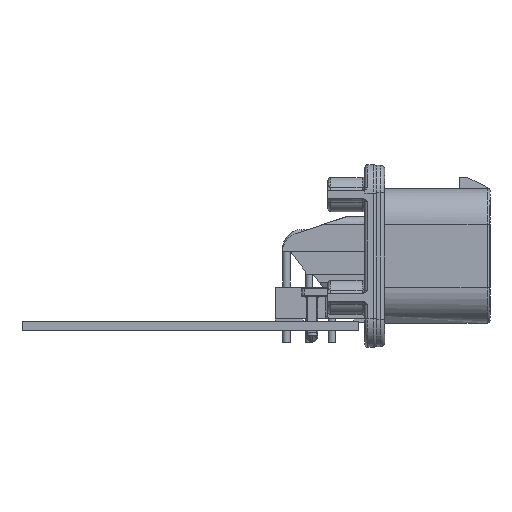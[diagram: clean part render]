
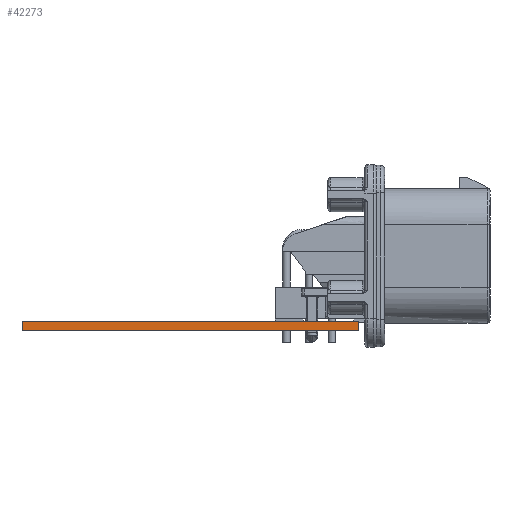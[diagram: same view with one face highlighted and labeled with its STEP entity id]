
A CAD part, left-side view. The second image highlights one B-rep face of the part: STEP entity #42273.
In plain terms, the highlighted planar face has unit normal (-1, 0, 0).
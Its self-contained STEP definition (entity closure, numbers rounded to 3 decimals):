
#38158 = PLANE('',#38159);
#38159 = AXIS2_PLACEMENT_3D('',#38160,#38161,#38162);
#38160 = CARTESIAN_POINT('',(141.859,-134.747,1.6));
#38161 = DIRECTION('',(0.,0.,1.));
#38162 = DIRECTION('',(1.,0.,-0.));
#38212 = PLANE('',#38213);
#38213 = AXIS2_PLACEMENT_3D('',#38214,#38215,#38216);
#38214 = CARTESIAN_POINT('',(141.859,-134.747,0.));
#38215 = DIRECTION('',(0.,0.,1.));
#38216 = DIRECTION('',(1.,0.,-0.));
#38245 = PLANE('',#38246);
#38246 = AXIS2_PLACEMENT_3D('',#38247,#38248,#38249);
#38247 = CARTESIAN_POINT('',(95.504,-164.338,0.));
#38248 = DIRECTION('',(0.,1.,0.));
#38249 = DIRECTION('',(1.,0.,0.));
#38433 = VERTEX_POINT('',#38434);
#38434 = CARTESIAN_POINT('',(95.504,-105.156,0.));
#38448 = PLANE('',#38449);
#38449 = AXIS2_PLACEMENT_3D('',#38450,#38451,#38452);
#38450 = CARTESIAN_POINT('',(95.758,-105.156,0.));
#38451 = DIRECTION('',(0.,-1.,0.));
#38452 = DIRECTION('',(-1.,0.,0.));
#38460 = EDGE_CURVE('',#38433,#38461,#38463,.T.);
#38461 = VERTEX_POINT('',#38462);
#38462 = CARTESIAN_POINT('',(95.504,-164.338,0.));
#38463 = SURFACE_CURVE('',#38464,(#38468,#38475),.PCURVE_S1.);
#38464 = LINE('',#38465,#38466);
#38465 = CARTESIAN_POINT('',(95.504,-105.156,0.));
#38466 = VECTOR('',#38467,1.);
#38467 = DIRECTION('',(0.,-1.,0.));
#38468 = PCURVE('',#38212,#38469);
#38469 = DEFINITIONAL_REPRESENTATION('',(#38470),#38474);
#38470 = LINE('',#38471,#38472);
#38471 = CARTESIAN_POINT('',(-46.355,29.591));
#38472 = VECTOR('',#38473,1.);
#38473 = DIRECTION('',(0.,-1.));
#38474 = ( GEOMETRIC_REPRESENTATION_CONTEXT(2) 
PARAMETRIC_REPRESENTATION_CONTEXT() REPRESENTATION_CONTEXT('2D SPACE',''
  ) );
#38475 = PCURVE('',#38476,#38481);
#38476 = PLANE('',#38477);
#38477 = AXIS2_PLACEMENT_3D('',#38478,#38479,#38480);
#38478 = CARTESIAN_POINT('',(95.504,-105.156,0.));
#38479 = DIRECTION('',(1.,0.,-0.));
#38480 = DIRECTION('',(0.,-1.,0.));
#38481 = DEFINITIONAL_REPRESENTATION('',(#38482),#38486);
#38482 = LINE('',#38483,#38484);
#38483 = CARTESIAN_POINT('',(0.,0.));
#38484 = VECTOR('',#38485,1.);
#38485 = DIRECTION('',(1.,0.));
#38486 = ( GEOMETRIC_REPRESENTATION_CONTEXT(2) 
PARAMETRIC_REPRESENTATION_CONTEXT() REPRESENTATION_CONTEXT('2D SPACE',''
  ) );
#40515 = VERTEX_POINT('',#40516);
#40516 = CARTESIAN_POINT('',(95.504,-105.156,1.6));
#40537 = EDGE_CURVE('',#40515,#40538,#40540,.T.);
#40538 = VERTEX_POINT('',#40539);
#40539 = CARTESIAN_POINT('',(95.504,-164.338,1.6));
#40540 = SURFACE_CURVE('',#40541,(#40545,#40552),.PCURVE_S1.);
#40541 = LINE('',#40542,#40543);
#40542 = CARTESIAN_POINT('',(95.504,-105.156,1.6));
#40543 = VECTOR('',#40544,1.);
#40544 = DIRECTION('',(0.,-1.,0.));
#40545 = PCURVE('',#38158,#40546);
#40546 = DEFINITIONAL_REPRESENTATION('',(#40547),#40551);
#40547 = LINE('',#40548,#40549);
#40548 = CARTESIAN_POINT('',(-46.355,29.591));
#40549 = VECTOR('',#40550,1.);
#40550 = DIRECTION('',(0.,-1.));
#40551 = ( GEOMETRIC_REPRESENTATION_CONTEXT(2) 
PARAMETRIC_REPRESENTATION_CONTEXT() REPRESENTATION_CONTEXT('2D SPACE',''
  ) );
#40552 = PCURVE('',#38476,#40553);
#40553 = DEFINITIONAL_REPRESENTATION('',(#40554),#40558);
#40554 = LINE('',#40555,#40556);
#40555 = CARTESIAN_POINT('',(0.,-1.6));
#40556 = VECTOR('',#40557,1.);
#40557 = DIRECTION('',(1.,0.));
#40558 = ( GEOMETRIC_REPRESENTATION_CONTEXT(2) 
PARAMETRIC_REPRESENTATION_CONTEXT() REPRESENTATION_CONTEXT('2D SPACE',''
  ) );
#42223 = EDGE_CURVE('',#38461,#40538,#42224,.T.);
#42224 = SURFACE_CURVE('',#42225,(#42229,#42236),.PCURVE_S1.);
#42225 = LINE('',#42226,#42227);
#42226 = CARTESIAN_POINT('',(95.504,-164.338,0.));
#42227 = VECTOR('',#42228,1.);
#42228 = DIRECTION('',(0.,0.,1.));
#42229 = PCURVE('',#38245,#42230);
#42230 = DEFINITIONAL_REPRESENTATION('',(#42231),#42235);
#42231 = LINE('',#42232,#42233);
#42232 = CARTESIAN_POINT('',(0.,0.));
#42233 = VECTOR('',#42234,1.);
#42234 = DIRECTION('',(0.,-1.));
#42235 = ( GEOMETRIC_REPRESENTATION_CONTEXT(2) 
PARAMETRIC_REPRESENTATION_CONTEXT() REPRESENTATION_CONTEXT('2D SPACE',''
  ) );
#42236 = PCURVE('',#38476,#42237);
#42237 = DEFINITIONAL_REPRESENTATION('',(#42238),#42242);
#42238 = LINE('',#42239,#42240);
#42239 = CARTESIAN_POINT('',(59.182,0.));
#42240 = VECTOR('',#42241,1.);
#42241 = DIRECTION('',(0.,-1.));
#42242 = ( GEOMETRIC_REPRESENTATION_CONTEXT(2) 
PARAMETRIC_REPRESENTATION_CONTEXT() REPRESENTATION_CONTEXT('2D SPACE',''
  ) );
#42273 = ADVANCED_FACE('',(#42274),#38476,.F.);
#42274 = FACE_BOUND('',#42275,.F.);
#42275 = EDGE_LOOP('',(#42276,#42297,#42298,#42299));
#42276 = ORIENTED_EDGE('',*,*,#42277,.T.);
#42277 = EDGE_CURVE('',#38433,#40515,#42278,.T.);
#42278 = SURFACE_CURVE('',#42279,(#42283,#42290),.PCURVE_S1.);
#42279 = LINE('',#42280,#42281);
#42280 = CARTESIAN_POINT('',(95.504,-105.156,0.));
#42281 = VECTOR('',#42282,1.);
#42282 = DIRECTION('',(0.,0.,1.));
#42283 = PCURVE('',#38476,#42284);
#42284 = DEFINITIONAL_REPRESENTATION('',(#42285),#42289);
#42285 = LINE('',#42286,#42287);
#42286 = CARTESIAN_POINT('',(0.,0.));
#42287 = VECTOR('',#42288,1.);
#42288 = DIRECTION('',(0.,-1.));
#42289 = ( GEOMETRIC_REPRESENTATION_CONTEXT(2) 
PARAMETRIC_REPRESENTATION_CONTEXT() REPRESENTATION_CONTEXT('2D SPACE',''
  ) );
#42290 = PCURVE('',#38448,#42291);
#42291 = DEFINITIONAL_REPRESENTATION('',(#42292),#42296);
#42292 = LINE('',#42293,#42294);
#42293 = CARTESIAN_POINT('',(0.254,0.));
#42294 = VECTOR('',#42295,1.);
#42295 = DIRECTION('',(0.,-1.));
#42296 = ( GEOMETRIC_REPRESENTATION_CONTEXT(2) 
PARAMETRIC_REPRESENTATION_CONTEXT() REPRESENTATION_CONTEXT('2D SPACE',''
  ) );
#42297 = ORIENTED_EDGE('',*,*,#40537,.T.);
#42298 = ORIENTED_EDGE('',*,*,#42223,.F.);
#42299 = ORIENTED_EDGE('',*,*,#38460,.F.);
